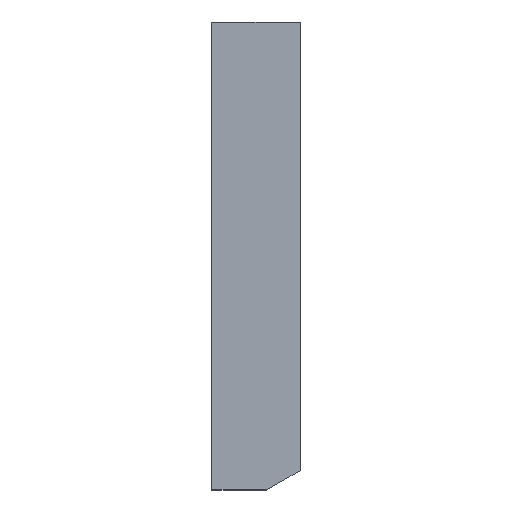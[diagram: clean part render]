
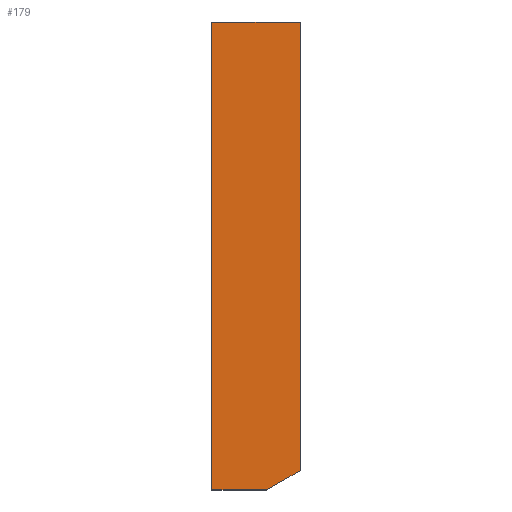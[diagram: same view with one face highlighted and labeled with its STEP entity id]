
A CAD part, top view. The second image highlights one B-rep face of the part: STEP entity #179.
In plain terms, the highlighted planar face has unit normal (0, 0, 1).
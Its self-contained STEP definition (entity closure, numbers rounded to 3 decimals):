
#76=ORIENTED_EDGE('',*,*,#106,.F.);
#77=ORIENTED_EDGE('',*,*,#105,.T.);
#78=ORIENTED_EDGE('',*,*,#107,.T.);
#79=ORIENTED_EDGE('',*,*,#108,.F.);
#80=ORIENTED_EDGE('',*,*,#109,.F.);
#105=EDGE_CURVE('',#118,#120,#130,.T.);
#106=EDGE_CURVE('',#118,#121,#131,.T.);
#107=EDGE_CURVE('',#120,#122,#132,.T.);
#108=EDGE_CURVE('',#123,#122,#133,.T.);
#109=EDGE_CURVE('',#121,#123,#134,.T.);
#118=VERTEX_POINT('',#288);
#120=VERTEX_POINT('',#292);
#121=VERTEX_POINT('',#296);
#122=VERTEX_POINT('',#298);
#123=VERTEX_POINT('',#300);
#130=LINE('',#293,#145);
#131=LINE('',#295,#146);
#132=LINE('',#297,#147);
#133=LINE('',#299,#148);
#134=LINE('',#301,#149);
#145=VECTOR('',#228,1000.);
#146=VECTOR('',#231,1000.);
#147=VECTOR('',#232,1000.);
#148=VECTOR('',#233,1000.);
#149=VECTOR('',#234,1000.);
#158=EDGE_LOOP('',(#76,#77,#78,#79,#80));
#165=FACE_BOUND('',#158,.T.);
#172=PLANE('',#199);
#179=ADVANCED_FACE('',(#165),#172,.F.);
#199=AXIS2_PLACEMENT_3D('',#294,#229,#230);
#228=DIRECTION('',(0.,1.,0.));
#229=DIRECTION('',(0.,0.,-1.));
#230=DIRECTION('',(-1.,0.,0.));
#231=DIRECTION('',(-0.866,-0.5,0.));
#232=DIRECTION('',(-1.,0.,0.));
#233=DIRECTION('',(0.,1.,0.));
#234=DIRECTION('',(-1.,0.,0.));
#288=CARTESIAN_POINT('',(50.,-254.03,2.));
#292=CARTESIAN_POINT('',(50.,0.,2.));
#293=CARTESIAN_POINT('',(50.,-265.,2.));
#294=CARTESIAN_POINT('',(50.,-265.,2.));
#295=CARTESIAN_POINT('',(50.,-254.03,2.));
#296=CARTESIAN_POINT('',(31.,-265.,2.));
#297=CARTESIAN_POINT('',(50.,0.,2.));
#298=CARTESIAN_POINT('',(0.,0.,2.));
#299=CARTESIAN_POINT('',(0.,-265.,2.));
#300=CARTESIAN_POINT('',(0.,-265.,2.));
#301=CARTESIAN_POINT('',(50.,-265.,2.));
